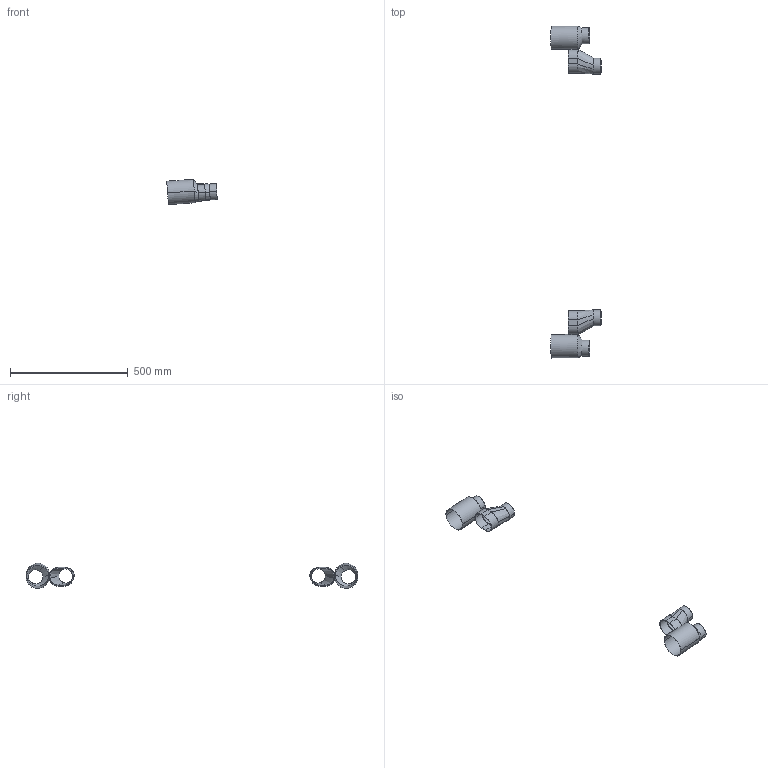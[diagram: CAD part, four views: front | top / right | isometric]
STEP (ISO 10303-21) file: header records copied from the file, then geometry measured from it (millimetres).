
FILE_DESCRIPTION(('CATIA V5 STEP Exchange'),'2;1');
FILE_NAME('Bentley Flying_Trichter.stp','2015-08-13T11:39:30+00:00',('none'),('none'),'CATIA Version 5 Release 21 GA (IN-10)','CATIA V5 STEP AP203 WITH EXTENSIONS','none');
FILE_SCHEMA(('CONFIG_CONTROL_DESIGN','SHAPE_APPEARANCE_LAYER_MIM'));
Length unit declared in the file: millimetre
Products named in the file (1): Bentley Flying Spur
Bounding box: 215.12 x 1412.8 x 107.71 mm (x, y, z)
Volume: 325894 mm3; surface area: 329678.8 mm2
Topology: 2 solids, 2 shells, 96 faces, 250 edges, 162 vertices
Faces by surface type: bspline 36, cylinder 34, plane 26
Entity records: 5290 total; most frequent: CARTESIAN_POINT 3278, ORIENTED_EDGE 500, EDGE_CURVE 250, DIRECTION 218, VERTEX_POINT 162, AXIS2_PLACEMENT_3D 124, B_SPLINE_CURVE_WITH_KNOTS 110, EDGE_LOOP 108
